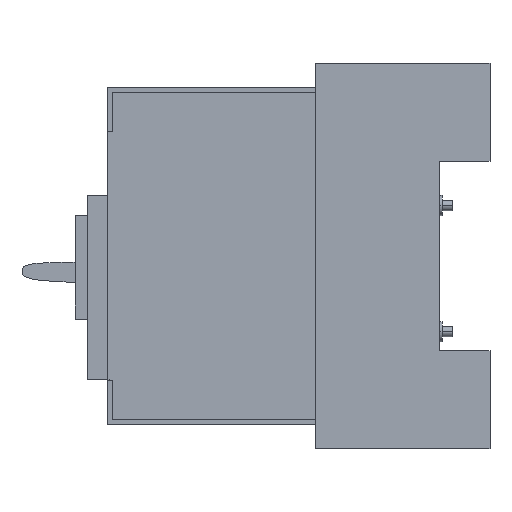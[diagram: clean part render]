
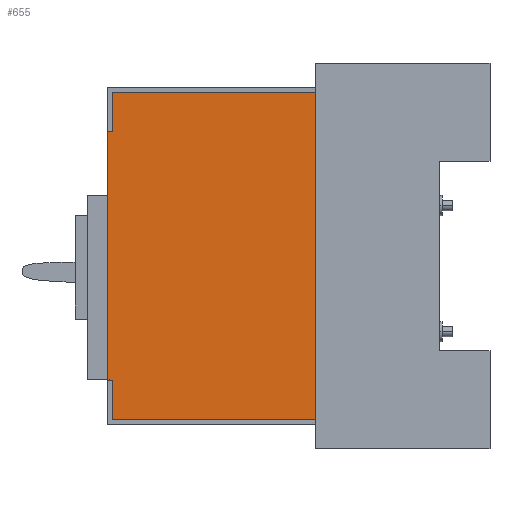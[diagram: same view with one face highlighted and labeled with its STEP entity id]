
A CAD part, left-side view. The second image highlights one B-rep face of the part: STEP entity #655.
In plain terms, the highlighted planar face has unit normal (-1, 0, 0).
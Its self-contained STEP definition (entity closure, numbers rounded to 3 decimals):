
#629=AXIS2_PLACEMENT_3D('Plane Axis2P3D',#626,#627,#628) ;
#297=CARTESIAN_POINT('Vertex',(-45.,50.,65.)) ;
#302=CARTESIAN_POINT('Line Origine',(-45.,50.,0.)) ;
#306=CARTESIAN_POINT('Vertex',(-45.,50.,-65.)) ;
#340=CARTESIAN_POINT('Line Origine',(-45.,90.25,-65.)) ;
#344=CARTESIAN_POINT('Vertex',(-45.,130.5,-65.)) ;
#378=CARTESIAN_POINT('Line Origine',(-45.,130.5,-57.25)) ;
#382=CARTESIAN_POINT('Vertex',(-45.,130.5,-49.5)) ;
#416=CARTESIAN_POINT('Line Origine',(-45.,131.15,-49.5)) ;
#420=CARTESIAN_POINT('Vertex',(-45.,131.8,-49.5)) ;
#454=CARTESIAN_POINT('Line Origine',(-45.,131.8,-49.25)) ;
#458=CARTESIAN_POINT('Vertex',(-45.,131.8,-49.)) ;
#496=CARTESIAN_POINT('Vertex',(-45.,132.5,49.5)) ;
#501=CARTESIAN_POINT('Line Origine',(-45.,131.5,49.5)) ;
#505=CARTESIAN_POINT('Vertex',(-45.,130.5,49.5)) ;
#534=CARTESIAN_POINT('Line Origine',(-45.,130.5,57.25)) ;
#538=CARTESIAN_POINT('Vertex',(-45.,130.5,65.)) ;
#572=CARTESIAN_POINT('Line Origine',(-45.,90.25,65.)) ;
#626=CARTESIAN_POINT('Axis2P3D Location',(-45.,0.,0.)) ;
#631=CARTESIAN_POINT('Line Origine',(-45.,132.15,-49.)) ;
#635=CARTESIAN_POINT('Vertex',(-45.,132.5,-49.)) ;
#638=CARTESIAN_POINT('Line Origine',(-45.,132.5,0.25)) ;
#303=DIRECTION('Vector Direction',(0.,0.,-1.)) ;
#341=DIRECTION('Vector Direction',(0.,1.,0.)) ;
#379=DIRECTION('Vector Direction',(0.,0.,-1.)) ;
#417=DIRECTION('Vector Direction',(0.,-1.,0.)) ;
#455=DIRECTION('Vector Direction',(0.,0.,1.)) ;
#502=DIRECTION('Vector Direction',(0.,-1.,0.)) ;
#535=DIRECTION('Vector Direction',(0.,0.,1.)) ;
#573=DIRECTION('Vector Direction',(0.,1.,0.)) ;
#627=DIRECTION('Axis2P3D Direction',(1.,0.,0.)) ;
#628=DIRECTION('Axis2P3D XDirection',(0.,1.,0.)) ;
#632=DIRECTION('Vector Direction',(0.,-1.,0.)) ;
#639=DIRECTION('Vector Direction',(0.,0.,1.)) ;
#304=VECTOR('Line Direction',#303,1.) ;
#342=VECTOR('Line Direction',#341,1.) ;
#380=VECTOR('Line Direction',#379,1.) ;
#418=VECTOR('Line Direction',#417,1.) ;
#456=VECTOR('Line Direction',#455,1.) ;
#503=VECTOR('Line Direction',#502,1.) ;
#536=VECTOR('Line Direction',#535,1.) ;
#574=VECTOR('Line Direction',#573,1.) ;
#633=VECTOR('Line Direction',#632,1.) ;
#640=VECTOR('Line Direction',#639,1.) ;
#644=ORIENTED_EDGE('',*,*,#637,.F.) ;
#645=ORIENTED_EDGE('',*,*,#460,.F.) ;
#646=ORIENTED_EDGE('',*,*,#422,.F.) ;
#647=ORIENTED_EDGE('',*,*,#384,.F.) ;
#648=ORIENTED_EDGE('',*,*,#346,.F.) ;
#649=ORIENTED_EDGE('',*,*,#308,.F.) ;
#650=ORIENTED_EDGE('',*,*,#576,.F.) ;
#651=ORIENTED_EDGE('',*,*,#540,.F.) ;
#652=ORIENTED_EDGE('',*,*,#507,.F.) ;
#653=ORIENTED_EDGE('',*,*,#642,.F.) ;
#655=ADVANCED_FACE('Interruttore base XT2_3p_Plug-in Fixing 50mm (parte mobile)',(#654),#630,.F.) ;
#308=EDGE_CURVE('',#298,#307,#305,.T.) ;
#346=EDGE_CURVE('',#307,#345,#343,.T.) ;
#384=EDGE_CURVE('',#345,#383,#381,.F.) ;
#422=EDGE_CURVE('',#383,#421,#419,.F.) ;
#460=EDGE_CURVE('',#421,#459,#457,.T.) ;
#507=EDGE_CURVE('',#497,#506,#504,.T.) ;
#540=EDGE_CURVE('',#506,#539,#537,.T.) ;
#576=EDGE_CURVE('',#539,#298,#575,.F.) ;
#637=EDGE_CURVE('',#459,#636,#634,.F.) ;
#642=EDGE_CURVE('',#636,#497,#641,.T.) ;
#643=EDGE_LOOP('',(#644,#645,#646,#647,#648,#649,#650,#651,#652,#653)) ;
#654=FACE_OUTER_BOUND('',#643,.T.) ;
#305=LINE('Line',#302,#304) ;
#343=LINE('Line',#340,#342) ;
#381=LINE('Line',#378,#380) ;
#419=LINE('Line',#416,#418) ;
#457=LINE('Line',#454,#456) ;
#504=LINE('Line',#501,#503) ;
#537=LINE('Line',#534,#536) ;
#575=LINE('Line',#572,#574) ;
#634=LINE('Line',#631,#633) ;
#641=LINE('Line',#638,#640) ;
#630=PLANE('',#629) ;
#298=VERTEX_POINT('',#297) ;
#307=VERTEX_POINT('',#306) ;
#345=VERTEX_POINT('',#344) ;
#383=VERTEX_POINT('',#382) ;
#421=VERTEX_POINT('',#420) ;
#459=VERTEX_POINT('',#458) ;
#497=VERTEX_POINT('',#496) ;
#506=VERTEX_POINT('',#505) ;
#539=VERTEX_POINT('',#538) ;
#636=VERTEX_POINT('',#635) ;
